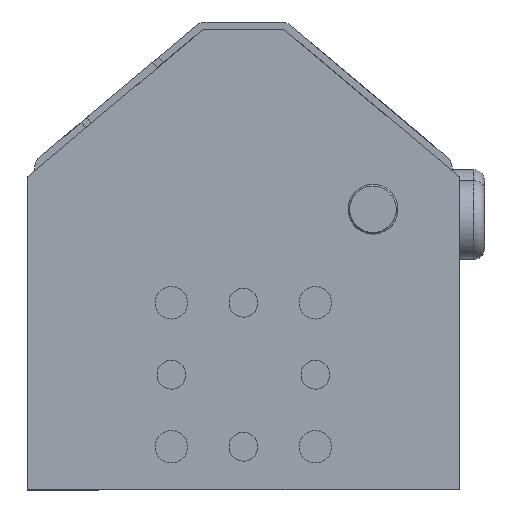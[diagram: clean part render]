
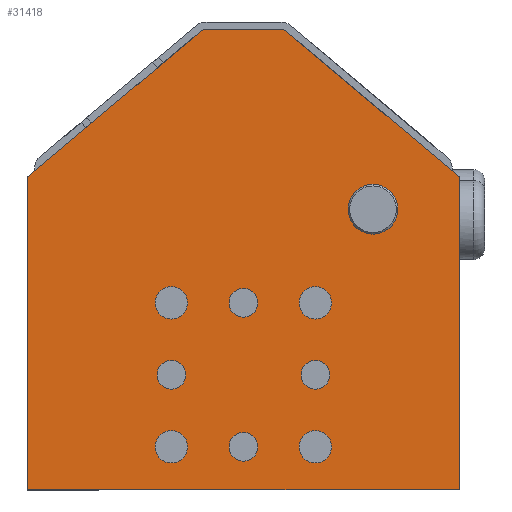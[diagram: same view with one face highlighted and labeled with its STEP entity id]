
A CAD part, left-side view. The second image highlights one B-rep face of the part: STEP entity #31418.
In plain terms, the highlighted face is planar.
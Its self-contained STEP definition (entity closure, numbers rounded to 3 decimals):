
#31120=CARTESIAN_POINT('',(90.,30.,-1.));
#31121=VERTEX_POINT('',#31120);
#31128=CARTESIAN_POINT('',(90.,-30.,-1.));
#31129=VERTEX_POINT('',#31128);
#31130=CARTESIAN_POINT('',(90.,30.,-1.));
#31131=DIRECTION('',(0.0,-1.0,0.0));
#31132=VECTOR('',#31131,60.0);
#31133=LINE('',#31130,#31132);
#31134=EDGE_CURVE('',#31121,#31129,#31133,.T.);
#31233=CARTESIAN_POINT('',(90.,-30.,42.492));
#31234=VERTEX_POINT('',#31233);
#31241=CARTESIAN_POINT('',(90.,-5.56,63.));
#31242=VERTEX_POINT('',#31241);
#31243=CARTESIAN_POINT('',(90.,-5.56,63.));
#31244=DIRECTION('',(0.,-0.766,-0.643));
#31245=VECTOR('',#31244,31.905);
#31246=LINE('',#31243,#31245);
#31247=EDGE_CURVE('',#31242,#31234,#31246,.T.);
#31270=CARTESIAN_POINT('',(90.,5.56,63.));
#31271=VERTEX_POINT('',#31270);
#31280=CARTESIAN_POINT('',(90.,-5.56,63.));
#31281=DIRECTION('',(0.0,1.0,0.0));
#31282=VECTOR('',#31281,11.119);
#31283=LINE('',#31280,#31282);
#31284=EDGE_CURVE('',#31242,#31271,#31283,.T.);
#31289=CARTESIAN_POINT('',(90.,0.,31.));
#31290=DIRECTION('',(-1.0,0.0,0.0));
#31291=DIRECTION('',(0.0,0.0,-1.0));
#31292=AXIS2_PLACEMENT_3D('',#31289,#31290,#31291);
#31293=PLANE('',#31292);
#31294=CARTESIAN_POINT('',(90.,30.,42.492));
#31295=VERTEX_POINT('',#31294);
#31296=CARTESIAN_POINT('',(90.,30.,42.492));
#31297=DIRECTION('',(0.,-0.766,0.643));
#31298=VECTOR('',#31297,31.905);
#31299=LINE('',#31296,#31298);
#31300=EDGE_CURVE('',#31295,#31271,#31299,.T.);
#31301=ORIENTED_EDGE('',*,*,#31300,.T.);
#31302=ORIENTED_EDGE('',*,*,#31284,.F.);
#31303=ORIENTED_EDGE('',*,*,#31247,.T.);
#31304=CARTESIAN_POINT('',(90.,-30.,-1.));
#31305=DIRECTION('',(0.0,0.0,1.0));
#31306=VECTOR('',#31305,43.492);
#31307=LINE('',#31304,#31306);
#31308=EDGE_CURVE('',#31129,#31234,#31307,.T.);
#31309=ORIENTED_EDGE('',*,*,#31308,.F.);
#31310=ORIENTED_EDGE('',*,*,#31134,.F.);
#31311=CARTESIAN_POINT('',(90.,30.,42.492));
#31312=DIRECTION('',(0.0,0.0,-1.0));
#31313=VECTOR('',#31312,43.492);
#31314=LINE('',#31311,#31313);
#31315=EDGE_CURVE('',#31295,#31121,#31314,.T.);
#31316=ORIENTED_EDGE('',*,*,#31315,.F.);
#31317=EDGE_LOOP('',(#31301,#31302,#31303,#31309,#31310,#31316));
#31318=FACE_OUTER_BOUND('',#31317,.T.);
#31319=CARTESIAN_POINT('',(90.,0.,27.));
#31320=VERTEX_POINT('',#31319);
#31321=CARTESIAN_POINT('',(90.,0.,25.));
#31322=DIRECTION('',(-1.0,0.0,0.0));
#31323=DIRECTION('',(0.0,0.0,-1.0));
#31324=AXIS2_PLACEMENT_3D('',#31321,#31322,#31323);
#31325=CIRCLE('',#31324,2.0);
#31326=EDGE_CURVE('',#31320,#31320,#31325,.T.);
#31327=ORIENTED_EDGE('',*,*,#31326,.T.);
#31328=EDGE_LOOP('',(#31327));
#31329=FACE_BOUND('',#31328,.T.);
#31330=CARTESIAN_POINT('',(90.,-10.,17.));
#31331=VERTEX_POINT('',#31330);
#31332=CARTESIAN_POINT('',(90.,-10.,15.));
#31333=DIRECTION('',(-1.0,0.0,0.0));
#31334=DIRECTION('',(0.0,0.0,-1.0));
#31335=AXIS2_PLACEMENT_3D('',#31332,#31333,#31334);
#31336=CIRCLE('',#31335,2.0);
#31337=EDGE_CURVE('',#31331,#31331,#31336,.T.);
#31338=ORIENTED_EDGE('',*,*,#31337,.T.);
#31339=EDGE_LOOP('',(#31338));
#31340=FACE_BOUND('',#31339,.T.);
#31341=CARTESIAN_POINT('',(90.,10.,17.));
#31342=VERTEX_POINT('',#31341);
#31343=CARTESIAN_POINT('',(90.,10.,15.));
#31344=DIRECTION('',(-1.0,0.0,0.0));
#31345=DIRECTION('',(0.0,0.0,-1.0));
#31346=AXIS2_PLACEMENT_3D('',#31343,#31344,#31345);
#31347=CIRCLE('',#31346,2.0);
#31348=EDGE_CURVE('',#31342,#31342,#31347,.T.);
#31349=ORIENTED_EDGE('',*,*,#31348,.T.);
#31350=EDGE_LOOP('',(#31349));
#31351=FACE_BOUND('',#31350,.T.);
#31352=CARTESIAN_POINT('',(90.,0.,7.));
#31353=VERTEX_POINT('',#31352);
#31354=CARTESIAN_POINT('',(90.,0.,5.));
#31355=DIRECTION('',(-1.0,0.0,0.0));
#31356=DIRECTION('',(0.0,0.0,-1.0));
#31357=AXIS2_PLACEMENT_3D('',#31354,#31355,#31356);
#31358=CIRCLE('',#31357,2.0);
#31359=EDGE_CURVE('',#31353,#31353,#31358,.T.);
#31360=ORIENTED_EDGE('',*,*,#31359,.T.);
#31361=EDGE_LOOP('',(#31360));
#31362=FACE_BOUND('',#31361,.T.);
#31363=CARTESIAN_POINT('',(90.,10.,7.25));
#31364=VERTEX_POINT('',#31363);
#31365=CARTESIAN_POINT('',(90.,10.,5.));
#31366=DIRECTION('',(-1.0,0.0,0.0));
#31367=DIRECTION('',(0.0,0.0,-1.0));
#31368=AXIS2_PLACEMENT_3D('',#31365,#31366,#31367);
#31369=CIRCLE('',#31368,2.25);
#31370=EDGE_CURVE('',#31364,#31364,#31369,.T.);
#31371=ORIENTED_EDGE('',*,*,#31370,.T.);
#31372=EDGE_LOOP('',(#31371));
#31373=FACE_BOUND('',#31372,.T.);
#31374=CARTESIAN_POINT('',(90.,-10.,27.25));
#31375=VERTEX_POINT('',#31374);
#31376=CARTESIAN_POINT('',(90.,-10.,25.));
#31377=DIRECTION('',(-1.0,0.0,0.0));
#31378=DIRECTION('',(0.0,0.0,-1.0));
#31379=AXIS2_PLACEMENT_3D('',#31376,#31377,#31378);
#31380=CIRCLE('',#31379,2.25);
#31381=EDGE_CURVE('',#31375,#31375,#31380,.T.);
#31382=ORIENTED_EDGE('',*,*,#31381,.T.);
#31383=EDGE_LOOP('',(#31382));
#31384=FACE_BOUND('',#31383,.T.);
#31385=CARTESIAN_POINT('',(90.,-10.,7.25));
#31386=VERTEX_POINT('',#31385);
#31387=CARTESIAN_POINT('',(90.,-10.,5.));
#31388=DIRECTION('',(-1.0,0.0,0.0));
#31389=DIRECTION('',(0.0,0.0,-1.0));
#31390=AXIS2_PLACEMENT_3D('',#31387,#31388,#31389);
#31391=CIRCLE('',#31390,2.25);
#31392=EDGE_CURVE('',#31386,#31386,#31391,.T.);
#31393=ORIENTED_EDGE('',*,*,#31392,.T.);
#31394=EDGE_LOOP('',(#31393));
#31395=FACE_BOUND('',#31394,.T.);
#31396=CARTESIAN_POINT('',(90.,10.,27.25));
#31397=VERTEX_POINT('',#31396);
#31398=CARTESIAN_POINT('',(90.,10.,25.));
#31399=DIRECTION('',(-1.0,0.0,0.0));
#31400=DIRECTION('',(0.0,0.0,-1.0));
#31401=AXIS2_PLACEMENT_3D('',#31398,#31399,#31400);
#31402=CIRCLE('',#31401,2.25);
#31403=EDGE_CURVE('',#31397,#31397,#31402,.T.);
#31404=ORIENTED_EDGE('',*,*,#31403,.T.);
#31405=EDGE_LOOP('',(#31404));
#31406=FACE_BOUND('',#31405,.T.);
#31407=CARTESIAN_POINT('',(90.,18.,41.459));
#31408=VERTEX_POINT('',#31407);
#31409=CARTESIAN_POINT('',(90.,18.,38.));
#31410=DIRECTION('',(-1.0,0.0,0.0));
#31411=DIRECTION('',(0.0,0.0,-1.0));
#31412=AXIS2_PLACEMENT_3D('',#31409,#31410,#31411);
#31413=CIRCLE('',#31412,3.459);
#31414=EDGE_CURVE('',#31408,#31408,#31413,.T.);
#31415=ORIENTED_EDGE('',*,*,#31414,.T.);
#31416=EDGE_LOOP('',(#31415));
#31417=FACE_BOUND('',#31416,.T.);
#31418=ADVANCED_FACE('',(#31318,#31329,#31340,#31351,#31362,#31373,#31384,#31395,#31406,#31417),#31293,.F.);
